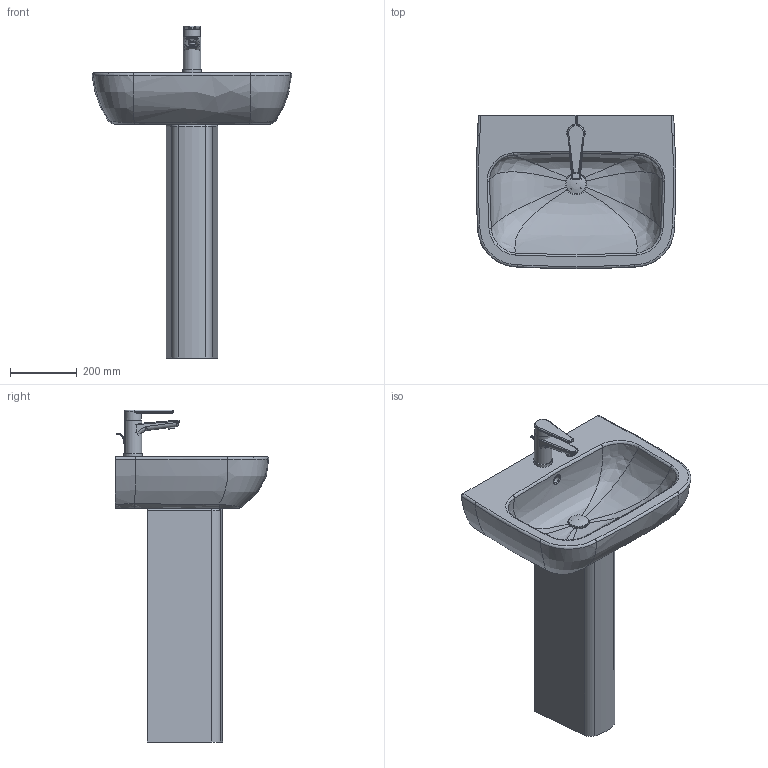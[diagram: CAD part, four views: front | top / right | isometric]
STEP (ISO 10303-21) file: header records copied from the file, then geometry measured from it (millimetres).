
FILE_DESCRIPTION((''),'2;1');
FILE_NAME('231060_86327.stp','2007-11-25T08:41:36',('Huebner'),(''),'Autodesk Inventor 11','Autodesk Inventor 11','');
FILE_SCHEMA(('AUTOMOTIVE_DESIGN { 1 0 10303 214 1 1 1 1 }'));
Length unit declared in the file: millimetre
Products named in the file (11): 231060_86327; 231060; Baterrie_WT; hebel1; Hebel2; hebel3; Neoperl; Halter2starck1; Kelch; Stopfen; 086327
Assembly tree (10 placements, depth 3):
  231060_86327
    231060
    Baterrie_WT
      hebel1
      Hebel2
      hebel3
      Neoperl
      Halter2starck1
    Kelch
    Stopfen
    086327
Bounding box: 598.89 x 459.44 x 995 mm (x, y, z)
Volume: 22778507.2 mm3; surface area: 1875438.9 mm2
Topology: 9 solids, 9 shells, 206 faces, 487 edges, 289 vertices
Faces by surface type: cylinder 68, plane 54, bspline 50, torus 22, sphere 8, cone 4
Full cylindrical faces by diameter (mm): 15 x2, 16 x1, 20 x1, 25 x1, 35 x1, 42 x1, 44 x1, 50 x1, 52 x2, 55 x1, 60 x1
Entity records: 12510 total; most frequent: CARTESIAN_POINT 7881, ORIENTED_EDGE 896, DIRECTION 892, EDGE_CURVE 448, AXIS2_PLACEMENT_3D 371, VERTEX_POINT 284, EDGE_LOOP 242, FACE_OUTER_BOUND 206
